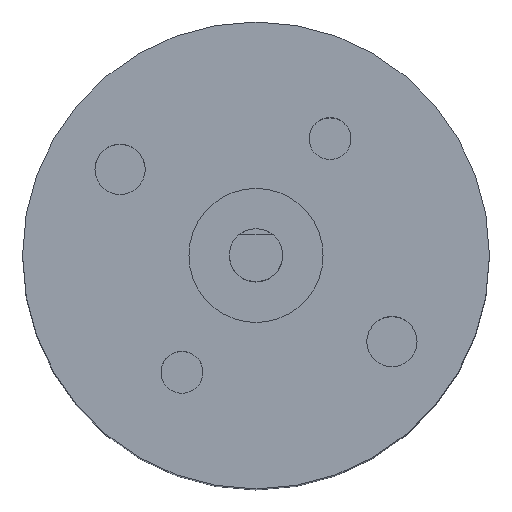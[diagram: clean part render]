
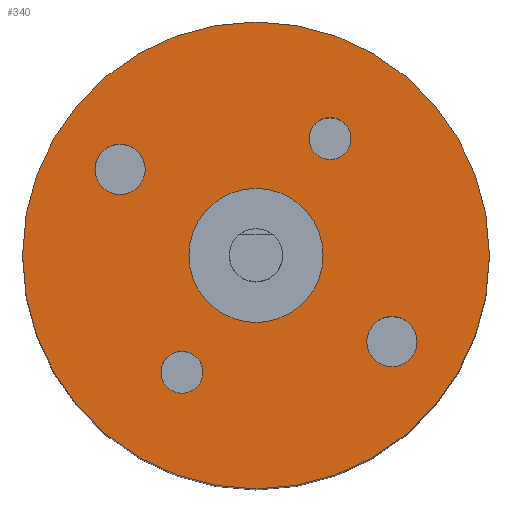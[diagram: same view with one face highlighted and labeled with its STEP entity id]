
A CAD part, top view. The second image highlights one B-rep face of the part: STEP entity #340.
In plain terms, the highlighted planar face has unit normal (0, 0, 1).
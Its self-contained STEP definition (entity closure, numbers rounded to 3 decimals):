
#16=FACE_BOUND('',#73,.T.);
#17=FACE_BOUND('',#74,.T.);
#18=FACE_BOUND('',#75,.T.);
#19=FACE_BOUND('',#76,.T.);
#20=FACE_BOUND('',#77,.T.);
#23=PLANE('',#399);
#46=FACE_OUTER_BOUND('',#72,.T.);
#72=EDGE_LOOP('',(#270));
#73=EDGE_LOOP('',(#271));
#74=EDGE_LOOP('',(#272));
#75=EDGE_LOOP('',(#273));
#76=EDGE_LOOP('',(#274));
#77=EDGE_LOOP('',(#275));
#133=CIRCLE('',#370,1.25);
#135=CIRCLE('',#373,1.5);
#137=CIRCLE('',#376,1.25);
#139=CIRCLE('',#379,1.5);
#147=CIRCLE('',#390,4.);
#150=CIRCLE('',#395,13.925);
#155=VERTEX_POINT('',#532);
#157=VERTEX_POINT('',#538);
#159=VERTEX_POINT('',#544);
#161=VERTEX_POINT('',#550);
#173=VERTEX_POINT('',#579);
#176=VERTEX_POINT('',#589);
#184=EDGE_CURVE('',#155,#155,#133,.T.);
#187=EDGE_CURVE('',#157,#157,#135,.T.);
#190=EDGE_CURVE('',#159,#159,#137,.T.);
#193=EDGE_CURVE('',#161,#161,#139,.T.);
#207=EDGE_CURVE('',#173,#173,#147,.T.);
#211=EDGE_CURVE('',#176,#176,#150,.T.);
#270=ORIENTED_EDGE('',*,*,#211,.T.);
#271=ORIENTED_EDGE('',*,*,#184,.F.);
#272=ORIENTED_EDGE('',*,*,#187,.F.);
#273=ORIENTED_EDGE('',*,*,#190,.F.);
#274=ORIENTED_EDGE('',*,*,#193,.F.);
#275=ORIENTED_EDGE('',*,*,#207,.F.);
#340=ADVANCED_FACE('',(#46,#16,#17,#18,#19,#20),#23,.F.);
#370=AXIS2_PLACEMENT_3D('',#534,#421,#422);
#373=AXIS2_PLACEMENT_3D('',#540,#428,#429);
#376=AXIS2_PLACEMENT_3D('',#546,#435,#436);
#379=AXIS2_PLACEMENT_3D('',#552,#442,#443);
#390=AXIS2_PLACEMENT_3D('',#581,#470,#471);
#395=AXIS2_PLACEMENT_3D('',#590,#481,#482);
#399=AXIS2_PLACEMENT_3D('',#600,#492,#493);
#421=DIRECTION('center_axis',(0.,0.,1.));
#422=DIRECTION('ref_axis',(1.,0.,0.));
#428=DIRECTION('center_axis',(0.,0.,1.));
#429=DIRECTION('ref_axis',(1.,0.,0.));
#435=DIRECTION('center_axis',(0.,0.,1.));
#436=DIRECTION('ref_axis',(1.,0.,0.));
#442=DIRECTION('center_axis',(0.,0.,1.));
#443=DIRECTION('ref_axis',(1.,0.,0.));
#470=DIRECTION('center_axis',(0.,0.,1.));
#471=DIRECTION('ref_axis',(1.,0.,0.));
#481=DIRECTION('center_axis',(0.,0.,1.));
#482=DIRECTION('ref_axis',(1.,0.,0.));
#492=DIRECTION('center_axis',(0.,0.,-1.));
#493=DIRECTION('ref_axis',(-1.,0.,0.));
#532=CARTESIAN_POINT('',(-5.666,-6.969,-13.4));
#534=CARTESIAN_POINT('Origin',(-4.416,-6.969,-13.4));
#538=CARTESIAN_POINT('',(6.609,-5.138,-13.4));
#540=CARTESIAN_POINT('Origin',(8.109,-5.138,-13.4));
#544=CARTESIAN_POINT('',(3.166,6.969,-13.4));
#546=CARTESIAN_POINT('Origin',(4.416,6.969,-13.4));
#550=CARTESIAN_POINT('',(-9.609,5.138,-13.4));
#552=CARTESIAN_POINT('Origin',(-8.109,5.138,-13.4));
#579=CARTESIAN_POINT('',(-4.,0.,-13.4));
#581=CARTESIAN_POINT('Origin',(0.,0.,-13.4));
#589=CARTESIAN_POINT('',(-13.925,0.,-13.4));
#590=CARTESIAN_POINT('Origin',(0.,0.,-13.4));
#600=CARTESIAN_POINT('Origin',(0.,1.588,-13.4));
